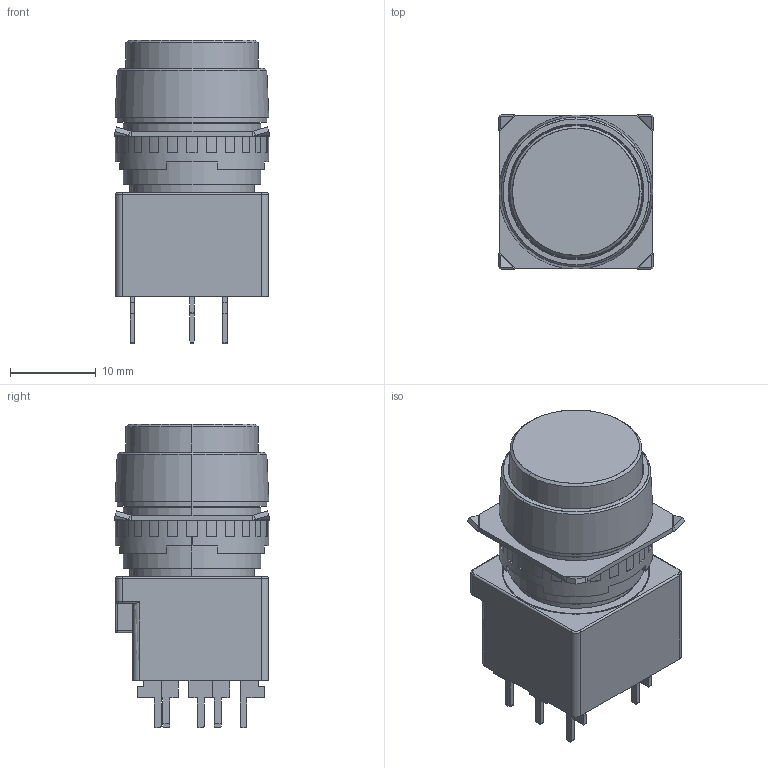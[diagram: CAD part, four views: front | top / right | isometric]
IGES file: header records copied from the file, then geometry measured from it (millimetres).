
Start section: SolidWorks IGES file using analytic representation for surfaces
Global section: file name: 02_LB1L-[M][A]1Tx[1][3][4]V$.IGS; native system: SolidWorks 2019; preprocessor: SolidWorks 2019; author: 1003660; date: 200925.085554; units: millimetre
Bounding box: 18.07 x 18.07 x 35.4 mm (x, y, z)
Surface area: 4837.3 mm2 (no closed solid volume)
Topology: 0 solids, 0 shells, 390 faces, 3144 edges, 3138 vertices
Faces by surface type: bspline 258, revolution 132
